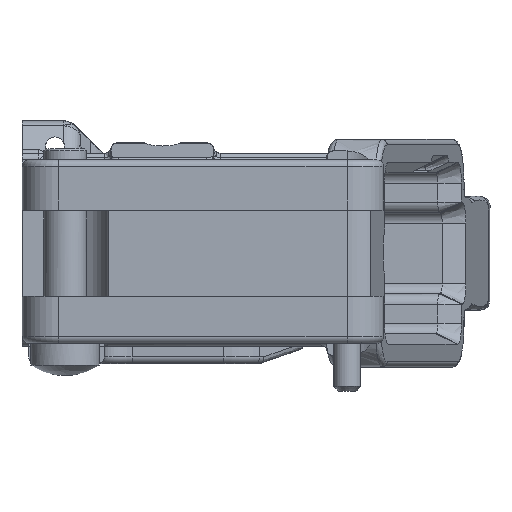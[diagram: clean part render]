
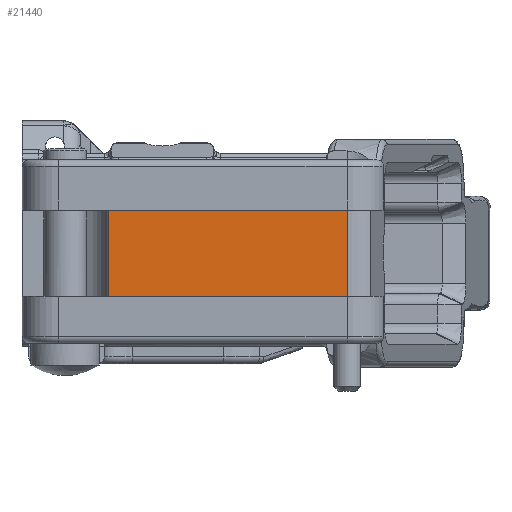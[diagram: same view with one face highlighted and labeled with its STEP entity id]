
A CAD part, left-side view. The second image highlights one B-rep face of the part: STEP entity #21440.
In plain terms, the highlighted face is planar.
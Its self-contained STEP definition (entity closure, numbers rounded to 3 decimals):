
#746=PLANE('',#23036);
#1536=FACE_OUTER_BOUND('',#2798,.T.);
#2798=EDGE_LOOP('',(#15642,#15643,#15644,#15645));
#4573=LINE('',#35118,#6587);
#4576=LINE('',#35165,#6590);
#4853=LINE('',#37980,#6867);
#4854=LINE('',#37981,#6868);
#6587=VECTOR('',#24357,10.);
#6590=VECTOR('',#24370,10.);
#6867=VECTOR('',#25387,10.);
#6868=VECTOR('',#25388,10.);
#9159=VERTEX_POINT('',#35115);
#9160=VERTEX_POINT('',#35117);
#9167=VERTEX_POINT('',#35162);
#9168=VERTEX_POINT('',#35164);
#11303=EDGE_CURVE('',#9160,#9159,#4573,.T.);
#11311=EDGE_CURVE('',#9167,#9168,#4576,.T.);
#11969=EDGE_CURVE('',#9167,#9160,#4853,.T.);
#11970=EDGE_CURVE('',#9168,#9159,#4854,.T.);
#15642=ORIENTED_EDGE('',*,*,#11311,.F.);
#15643=ORIENTED_EDGE('',*,*,#11969,.T.);
#15644=ORIENTED_EDGE('',*,*,#11303,.T.);
#15645=ORIENTED_EDGE('',*,*,#11970,.F.);
#21440=ADVANCED_FACE('',(#1536),#746,.T.);
#23036=AXIS2_PLACEMENT_3D('',#37979,#25385,#25386);
#24357=DIRECTION('',(0.,1.,0.));
#24370=DIRECTION('',(0.,1.,0.));
#25385=DIRECTION('center_axis',(1.,0.,0.));
#25386=DIRECTION('ref_axis',(0.,-1.,0.));
#25387=DIRECTION('',(0.,0.,-1.));
#25388=DIRECTION('',(0.,0.,-1.));
#35115=CARTESIAN_POINT('',(5.379,-6.434,-6.35));
#35117=CARTESIAN_POINT('',(5.379,-41.434,-6.35));
#35118=CARTESIAN_POINT('',(5.379,-11.434,-6.35));
#35162=CARTESIAN_POINT('',(5.379,-41.434,6.35));
#35164=CARTESIAN_POINT('',(5.379,-6.434,6.35));
#35165=CARTESIAN_POINT('',(5.379,-11.434,6.35));
#37979=CARTESIAN_POINT('Origin',(5.379,-11.434,6.35));
#37980=CARTESIAN_POINT('',(5.379,-41.434,6.35));
#37981=CARTESIAN_POINT('',(5.379,-6.434,6.35));
